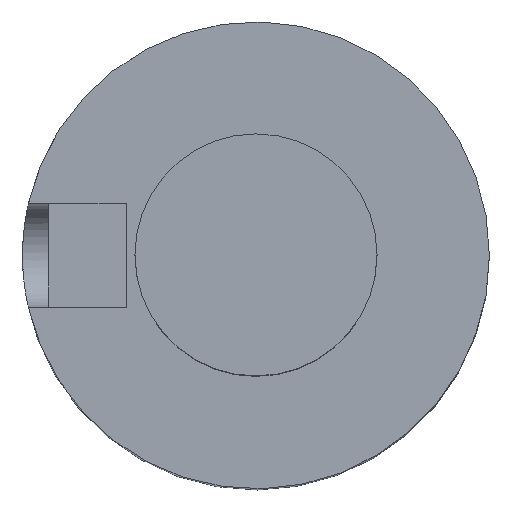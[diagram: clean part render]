
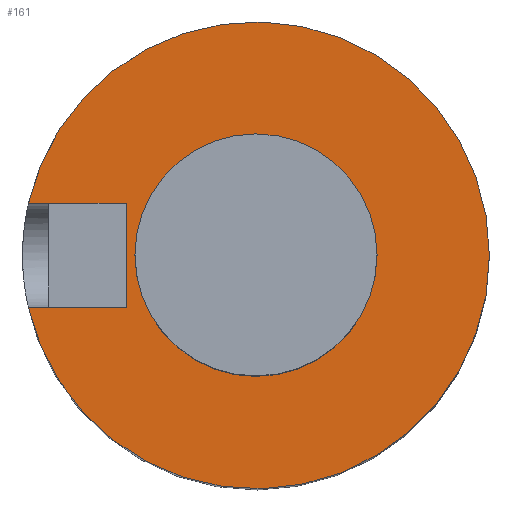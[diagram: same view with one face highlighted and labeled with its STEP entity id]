
A CAD part, top view. The second image highlights one B-rep face of the part: STEP entity #161.
In plain terms, the highlighted planar face has unit normal (0, 0, 1).
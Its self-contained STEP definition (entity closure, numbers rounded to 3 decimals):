
#36=LINE('',#704,#82);
#37=LINE('',#706,#83);
#38=LINE('',#708,#84);
#82=VECTOR('',#578,1.);
#83=VECTOR('',#579,1.);
#84=VECTOR('',#580,1.);
#161=ADVANCED_FACE('',(#211),#188,.T.);
#188=PLANE('',#525);
#211=FACE_OUTER_BOUND('',#239,.T.);
#239=EDGE_LOOP('',(#269,#270,#271,#272));
#269=ORIENTED_EDGE('',*,*,#424,.T.);
#270=ORIENTED_EDGE('',*,*,#425,.T.);
#271=ORIENTED_EDGE('',*,*,#426,.T.);
#272=ORIENTED_EDGE('',*,*,#427,.T.);
#385=VERTEX_POINT('',#702);
#386=VERTEX_POINT('',#703);
#387=VERTEX_POINT('',#705);
#388=VERTEX_POINT('',#707);
#424=EDGE_CURVE('',#385,#386,#483,.T.);
#425=EDGE_CURVE('',#386,#387,#36,.T.);
#426=EDGE_CURVE('',#387,#388,#37,.T.);
#427=EDGE_CURVE('',#388,#385,#38,.T.);
#483=CIRCLE('',#524,27.);
#524=AXIS2_PLACEMENT_3D('',#701,#576,#577);
#525=AXIS2_PLACEMENT_3D('',#709,#581,#582);
#576=DIRECTION('',(0.,0.,1.));
#577=DIRECTION('',(-1.,0.,0.));
#578=DIRECTION('',(1.,0.,0.));
#579=DIRECTION('',(0.,-1.,0.));
#580=DIRECTION('',(-1.,0.,0.));
#581=DIRECTION('',(0.,0.,1.));
#582=DIRECTION('',(-1.,0.,0.));
#701=CARTESIAN_POINT('',(0.,0.,0.));
#702=CARTESIAN_POINT('',(-26.325,-6.,0.));
#703=CARTESIAN_POINT('',(-26.325,6.,0.));
#704=CARTESIAN_POINT('',(0.,6.,0.));
#705=CARTESIAN_POINT('',(-15.,6.,0.));
#706=CARTESIAN_POINT('',(-15.,0.,0.));
#707=CARTESIAN_POINT('',(-15.,-6.,0.));
#708=CARTESIAN_POINT('',(0.,-6.,0.));
#709=CARTESIAN_POINT('',(0.,0.,0.));
